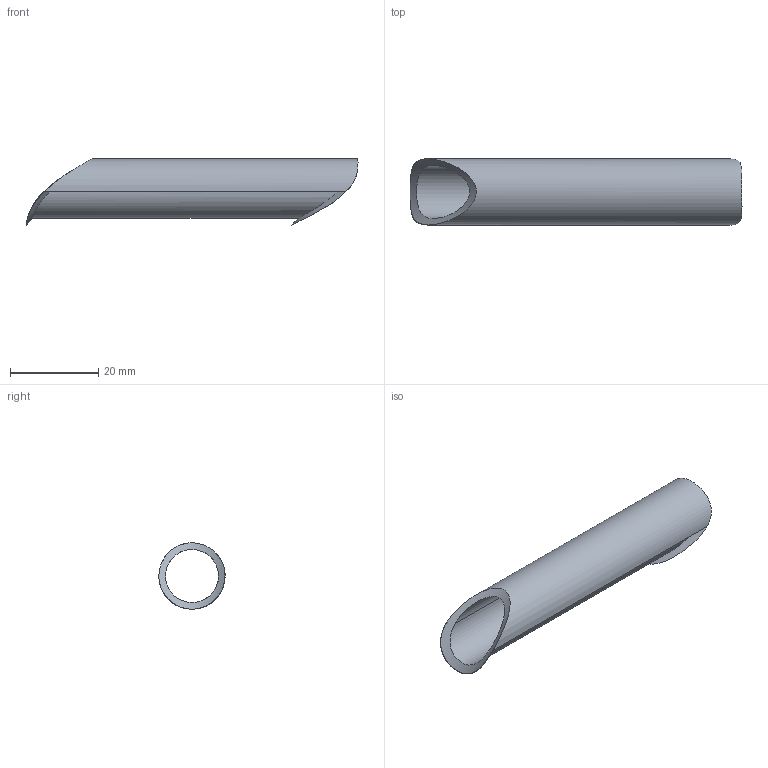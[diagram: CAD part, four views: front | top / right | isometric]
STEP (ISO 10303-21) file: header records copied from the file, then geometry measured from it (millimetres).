
FILE_DESCRIPTION(('STEP AP214'),'1');
FILE_NAME('SU_0510_003_2.stp','2018-02-08T14:03:58',(' '),(' '),'Spatial InterOp 3D',' ',' ');
FILE_SCHEMA(('automotive_design'));
Length unit declared in the file: metre
Products named in the file (1): Corps1
Bounding box: 75.13 x 15 x 15 mm (x, y, z)
Volume: 4024.1 mm3; surface area: 5580 mm2
Topology: 1 solids, 1 shells, 6 faces, 12 edges, 8 vertices
Faces by surface type: cylinder 6
Entity records: 398 total; most frequent: CARTESIAN_POINT 208, ORIENTED_EDGE 24, DIRECTION 18, EDGE_CURVE 12, EDGE_LOOP 8, VERTEX_POINT 8, B_SPLINE_CURVE_WITH_KNOTS 8, STYLED_ITEM 7
